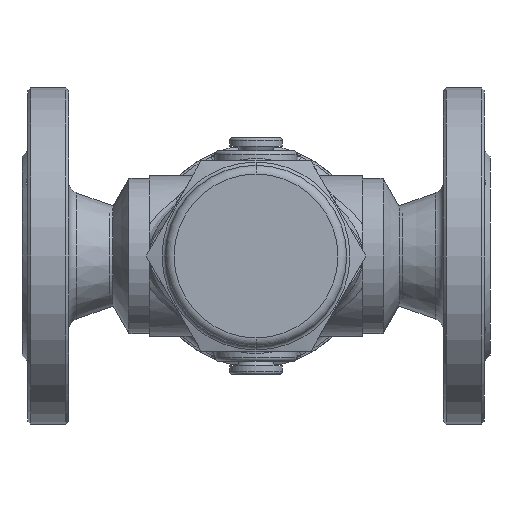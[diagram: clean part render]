
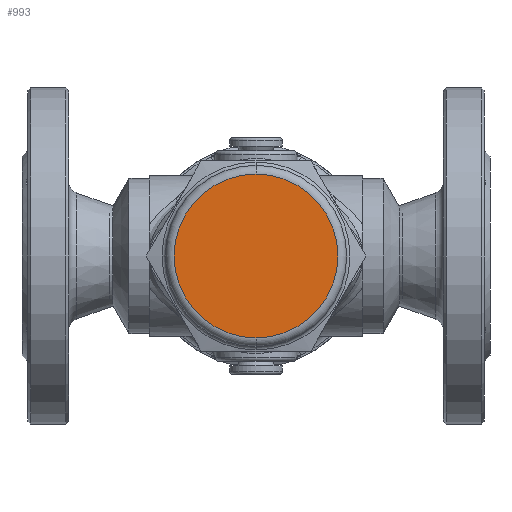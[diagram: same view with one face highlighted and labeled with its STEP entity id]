
A CAD part, front view. The second image highlights one B-rep face of the part: STEP entity #993.
In plain terms, the highlighted planar face has unit normal (0, -1, 0).
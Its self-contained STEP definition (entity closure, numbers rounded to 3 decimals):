
#993 = ADVANCED_FACE ( 'NONE', ( #12254 ), #2287, .F. ) ;
#1848 = DIRECTION ( 'NONE',  ( 0., 0., -1. ) ) ;
#1920 = CARTESIAN_POINT ( 'NONE',  ( 0., -68., 0. ) ) ;
#2287 = PLANE ( 'NONE',  #17249 ) ;
#2675 = ORIENTED_EDGE ( 'NONE', *, *, #9421, .F. ) ;
#3339 = DIRECTION ( 'NONE',  ( 0., 1., 0. ) ) ;
#4148 = CARTESIAN_POINT ( 'NONE',  ( 0., -68., 0. ) ) ;
#5381 = DIRECTION ( 'NONE',  ( 0., 1., 0. ) ) ;
#8290 = DIRECTION ( 'NONE',  ( 0., 0., -1. ) ) ;
#9421 = EDGE_CURVE ( 'NONE', #18301, #16503, #16577, .T. ) ;
#10977 = AXIS2_PLACEMENT_3D ( 'NONE', #4148, #17251, #15871 ) ;
#11253 = ORIENTED_EDGE ( 'NONE', *, *, #17497, .F. ) ;
#12254 = FACE_OUTER_BOUND ( 'NONE', #14027, .T. ) ;
#12390 = CARTESIAN_POINT ( 'NONE',  ( 0., -68., 0. ) ) ;
#12793 = AXIS2_PLACEMENT_3D ( 'NONE', #1920, #3339, #1848 ) ;
#13393 = CARTESIAN_POINT ( 'NONE',  ( 0., -68., -28. ) ) ;
#14027 = EDGE_LOOP ( 'NONE', ( #11253, #2675 ) ) ;
#14259 = CARTESIAN_POINT ( 'NONE',  ( 0., -68., 28. ) ) ;
#15871 = DIRECTION ( 'NONE',  ( 0., 0., -1. ) ) ;
#16503 = VERTEX_POINT ( 'NONE', #13393 ) ;
#16577 = CIRCLE ( 'NONE', #10977, 28. ) ;
#17249 = AXIS2_PLACEMENT_3D ( 'NONE', #12390, #5381, #8290 ) ;
#17251 = DIRECTION ( 'NONE',  ( 0., 1., 0. ) ) ;
#17266 = CIRCLE ( 'NONE', #12793, 28. ) ;
#17497 = EDGE_CURVE ( 'NONE', #16503, #18301, #17266, .T. ) ;
#18301 = VERTEX_POINT ( 'NONE', #14259 ) ;
